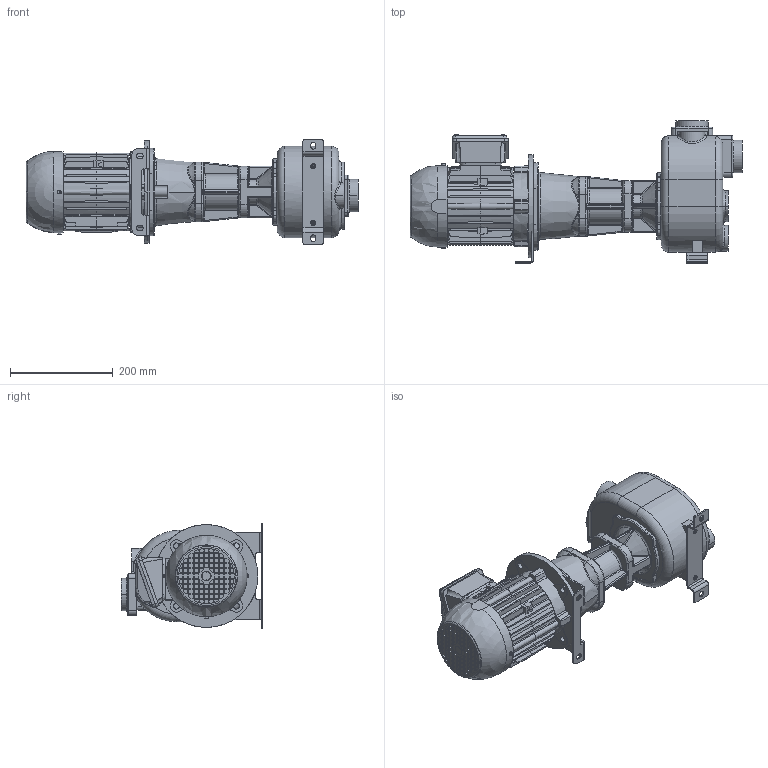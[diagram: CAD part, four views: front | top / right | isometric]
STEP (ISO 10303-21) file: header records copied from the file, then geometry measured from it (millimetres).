
FILE_DESCRIPTION((''),'2;1');
FILE_NAME('S_40_BBT','2014-04-16T',('Amenduni'),(''),'PRO/ENGINEER BY PARAMETRIC TECHNOLOGY CORPORATION, 2013410','PRO/ENGINEER BY PARAMETRIC TECHNOLOGY CORPORATION, 2013410','');
FILE_SCHEMA(('CONFIG_CONTROL_DESIGN'));
Length unit declared in the file: millimetre
Products named in the file (1): S_40_BBT
Bounding box: 645.3 x 276 x 205 mm (x, y, z)
Volume: 10236199.3 mm3; surface area: 637239.7 mm2
Topology: 1 solids, 1 shells, 1989 faces, 4984 edges, 3127 vertices
Faces by surface type: plane 1217, cylinder 370, torus 141, bspline 122, cone 120, sphere 13, extrusion 6
Entity records: 78938 total; most frequent: CARTESIAN_POINT 32769, ORIENTED_EDGE 9956, DIRECTION 8948, EDGE_CURVE 4978, VERTEX_POINT 3127, AXIS2_PLACEMENT_3D 2985, VECTOR 2978, LINE 2972
